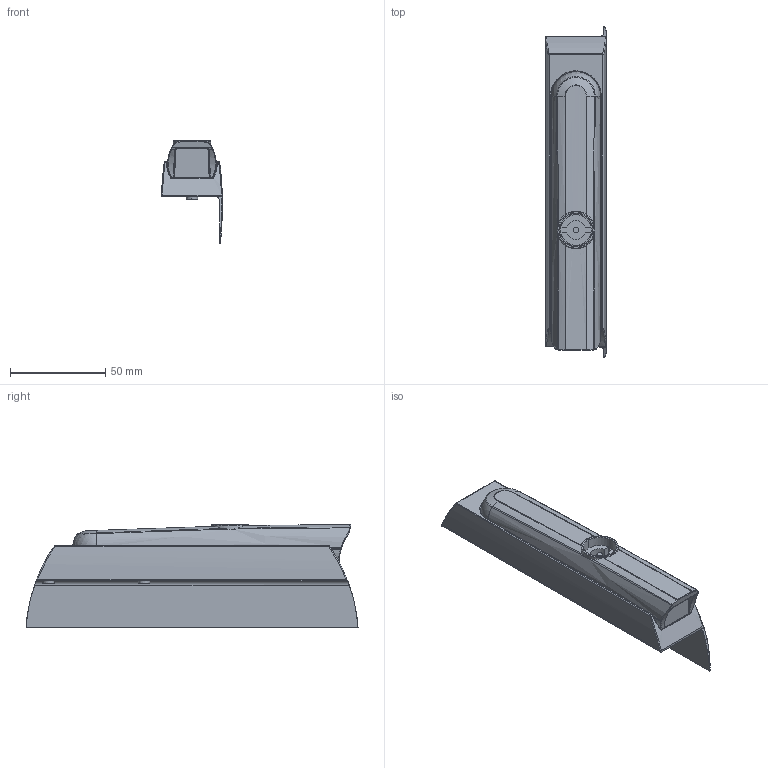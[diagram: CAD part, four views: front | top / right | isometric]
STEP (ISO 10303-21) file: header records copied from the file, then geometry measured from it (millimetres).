
FILE_DESCRIPTION(('STEP AP214'),'1');
FILE_NAME('cctmp_A65925E6-EC41-48D1-B02C-512885496358_2024_05_23_12_38_04_0428..stp','2024-05-23T10:38:06',('SIEMENS A&D'),('CADClick - www.CADClick.com'),'Spatial InterOp 3D',' ','unknown authorization');
FILE_SCHEMA(('AUTOMOTIVE_DESIGN'));
Length unit declared in the file: millimetre
Products named in the file (5): cc_unnamed; 2024_05_23_12_38_04_0377; 2024_05_23_12_38_04_0336; 2024_05_23_12_38_04_0295; 2024_05_23_12_38_04_0255
Assembly tree (4 placements, depth 2):
  cc_unnamed
    2024_05_23_12_38_04_0377
    2024_05_23_12_38_04_0336
    2024_05_23_12_38_04_0295
    2024_05_23_12_38_04_0255
Bounding box: 31.92 x 174 x 53.8 mm (x, y, z)
Volume: 70391.2 mm3; surface area: 54279.1 mm2
Topology: 4 solids, 4 shells, 1101 faces, 2764 edges, 1648 vertices
Faces by surface type: cylinder 390, plane 295, bspline 201, torus 118, sphere 81, cone 16
Entity records: 71205 total; most frequent: CARTESIAN_POINT 37035, ORIENTED_EDGE 5438, DIRECTION 5125, EDGE_CURVE 2719, AXIS2_PLACEMENT_3D 2009, VERTEX_POINT 1648, EDGE_LOOP 1133, LINE 1107
